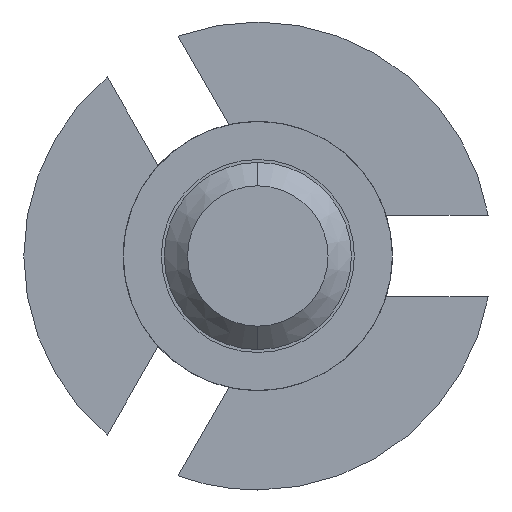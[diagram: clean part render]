
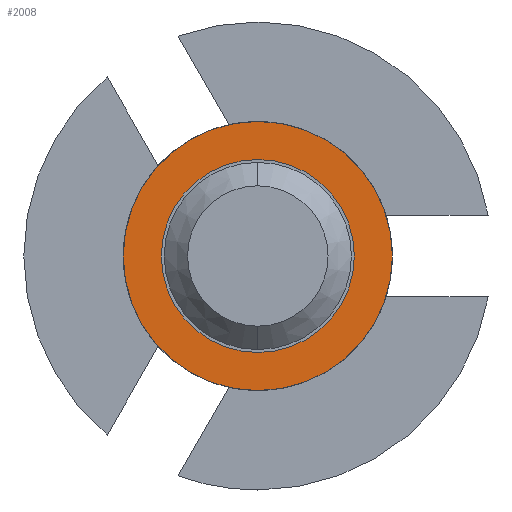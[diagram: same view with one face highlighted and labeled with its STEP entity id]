
A CAD part, front view. The second image highlights one B-rep face of the part: STEP entity #2008.
In plain terms, the highlighted planar face has unit normal (0, -1, 0).
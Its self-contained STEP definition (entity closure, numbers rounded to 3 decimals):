
#30 = CARTESIAN_POINT ( 'NONE',  ( 0., -1.5, -1.15 ) ) ;
#101 = EDGE_CURVE ( 'Defeature ausgef�hrt1_14+Defeature ausgef�hrt1_13+Defeature ausgef�hrt1_13+Defeature ausgef�hrt1_13', #3154, #3341, #3624, .T. ) ;
#202 = CARTESIAN_POINT ( 'NONE',  ( 0., -1.5, 0. ) ) ;
#204 = DIRECTION ( 'NONE',  ( 0., 1., 0. ) ) ;
#237 = AXIS2_PLACEMENT_3D ( 'NONE', #3471, #1016, #1743 ) ;
#567 = DIRECTION ( 'NONE',  ( 0., 0., 1. ) ) ;
#626 = AXIS2_PLACEMENT_3D ( 'NONE', #202, #4395, #3631 ) ;
#696 = CIRCLE ( 'NONE', #626, 0.825 ) ;
#1016 = DIRECTION ( 'NONE',  ( 0., 1., 0. ) ) ;
#1113 = CIRCLE ( 'NONE', #237, 1.15 ) ;
#1119 = EDGE_CURVE ( 'Defeature ausgef�hrt1_8+Defeature ausgef�hrt1_14+Defeature ausgef�hrt1_14+Defeature ausgef�hrt1_14', #4113, #2701, #1113, .T. ) ;
#1145 = CARTESIAN_POINT ( 'NONE',  ( 0., -1.5, 0.825 ) ) ;
#1163 = DIRECTION ( 'NONE',  ( 0., 0., 1. ) ) ;
#1253 = CARTESIAN_POINT ( 'NONE',  ( 0.825, -1.5, 0. ) ) ;
#1412 = CARTESIAN_POINT ( 'NONE',  ( 0., -1.5, -0.825 ) ) ;
#1571 = DIRECTION ( 'NONE',  ( 0., 1., 0. ) ) ;
#1574 = CARTESIAN_POINT ( 'NONE',  ( 0., -1.5, 0. ) ) ;
#1724 = ORIENTED_EDGE ( 'NONE', *, *, #101, .T. ) ;
#1743 = DIRECTION ( 'NONE',  ( 0., 0., 1. ) ) ;
#2008 = ADVANCED_FACE ( 'Defeature ausgef�hrt1_14', ( #3207, #3676 ), #3611, .F. ) ;
#2025 = EDGE_CURVE ( 'Defeature ausgef�hrt1_14+Defeature ausgef�hrt1_13+Defeature ausgef�hrt1_13+Defeature ausgef�hrt1_13', #3341, #3154, #696, .T. ) ;
#2176 = EDGE_LOOP ( 'NONE', ( #4371, #4282 ) ) ;
#2293 = AXIS2_PLACEMENT_3D ( 'NONE', #1253, #1571, #567 ) ;
#2566 = EDGE_CURVE ( 'Defeature ausgef�hrt1_8+Defeature ausgef�hrt1_14+Defeature ausgef�hrt1_14+Defeature ausgef�hrt1_14', #2701, #4113, #3980, .T. ) ;
#2609 = DIRECTION ( 'NONE',  ( 0., 0., 1. ) ) ;
#2701 = VERTEX_POINT ( 'NONE', #2716 ) ;
#2716 = CARTESIAN_POINT ( 'NONE',  ( 0., -1.5, 1.15 ) ) ;
#2799 = EDGE_LOOP ( 'NONE', ( #1724, #4437 ) ) ;
#2948 = DIRECTION ( 'NONE',  ( 0., 1., 0. ) ) ;
#3154 = VERTEX_POINT ( 'NONE', #1145 ) ;
#3207 = FACE_OUTER_BOUND ( 'NONE', #2176, .T. ) ;
#3307 = AXIS2_PLACEMENT_3D ( 'NONE', #1574, #204, #1163 ) ;
#3326 = AXIS2_PLACEMENT_3D ( 'NONE', #4326, #2948, #2609 ) ;
#3341 = VERTEX_POINT ( 'NONE', #1412 ) ;
#3471 = CARTESIAN_POINT ( 'NONE',  ( 0., -1.5, 0. ) ) ;
#3611 = PLANE ( 'NONE',  #2293 ) ;
#3624 = CIRCLE ( 'NONE', #3307, 0.825 ) ;
#3631 = DIRECTION ( 'NONE',  ( 0., 0., 1. ) ) ;
#3676 = FACE_BOUND ( 'NONE', #2799, .T. ) ;
#3980 = CIRCLE ( 'NONE', #3326, 1.15 ) ;
#4113 = VERTEX_POINT ( 'NONE', #30 ) ;
#4282 = ORIENTED_EDGE ( 'NONE', *, *, #1119, .F. ) ;
#4326 = CARTESIAN_POINT ( 'NONE',  ( 0., -1.5, 0. ) ) ;
#4371 = ORIENTED_EDGE ( 'NONE', *, *, #2566, .F. ) ;
#4395 = DIRECTION ( 'NONE',  ( 0., 1., 0. ) ) ;
#4437 = ORIENTED_EDGE ( 'NONE', *, *, #2025, .T. ) ;
